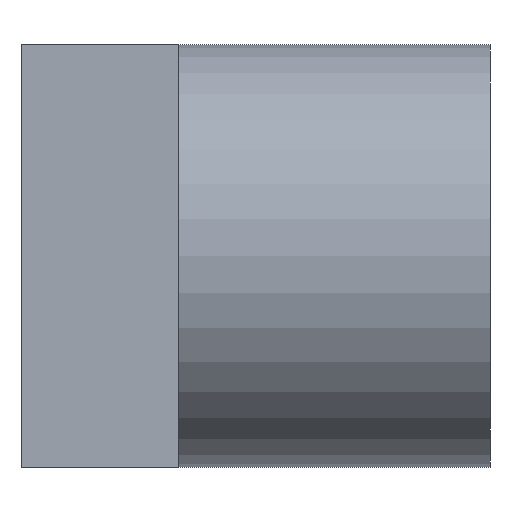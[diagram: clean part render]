
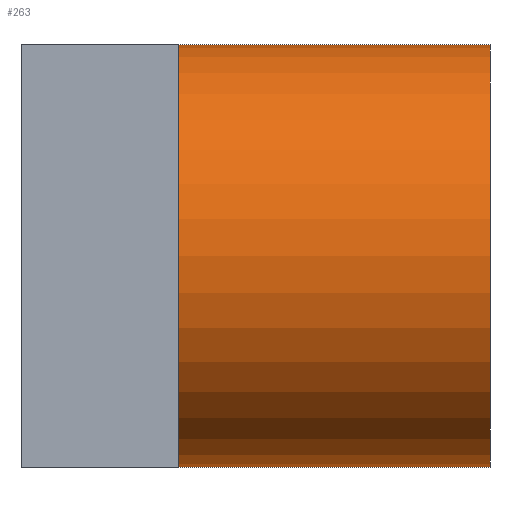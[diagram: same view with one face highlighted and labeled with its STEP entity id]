
A CAD part, left-side view. The second image highlights one B-rep face of the part: STEP entity #263.
In plain terms, the highlighted cylindrical face has radius 13.55 mm (diameter 27.1 mm), a partial arc.
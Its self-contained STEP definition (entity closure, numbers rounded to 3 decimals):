
#18 = CARTESIAN_POINT ( 'NONE',  ( 0., -30., -13.55 ) ) ;
#25 = VECTOR ( 'NONE', #26, 1000. ) ;
#26 = DIRECTION ( 'NONE',  ( 0., 1., 0. ) ) ;
#41 = CARTESIAN_POINT ( 'NONE',  ( 0., -10., 0. ) ) ;
#43 = CIRCLE ( 'NONE', #44, 13.55 ) ;
#44 = AXIS2_PLACEMENT_3D ( 'NONE', #41, #50, #292 ) ;
#50 = DIRECTION ( 'NONE',  ( 0., -1., 0. ) ) ;
#146 = EDGE_CURVE ( 'NONE', #245, #148, #365, .T. ) ;
#148 = VERTEX_POINT ( 'NONE', #381 ) ;
#189 = EDGE_CURVE ( 'NONE', #246, #190, #406, .T. ) ;
#190 = VERTEX_POINT ( 'NONE', #407 ) ;
#239 = EDGE_CURVE ( 'NONE', #190, #148, #43, .T. ) ;
#245 = VERTEX_POINT ( 'NONE', #582 ) ;
#246 = VERTEX_POINT ( 'NONE', #507 ) ;
#263 = ADVANCED_FACE ( 'NONE', ( #544 ), #566, .T. ) ;
#264 = ORIENTED_EDGE ( 'NONE', *, *, #189, .T. ) ;
#265 = ORIENTED_EDGE ( 'NONE', *, *, #239, .T. ) ;
#270 = ORIENTED_EDGE ( 'NONE', *, *, #146, .F. ) ;
#273 = EDGE_LOOP ( 'NONE', ( #270, #280, #264, #265 ) ) ;
#280 = ORIENTED_EDGE ( 'NONE', *, *, #282, .F. ) ;
#282 = EDGE_CURVE ( 'NONE', #246, #245, #542, .T. ) ;
#292 = DIRECTION ( 'NONE',  ( 0., 0., -1. ) ) ;
#365 = LINE ( 'NONE', #18, #25 ) ;
#381 = CARTESIAN_POINT ( 'NONE',  ( 0., -10., -13.55 ) ) ;
#400 = DIRECTION ( 'NONE',  ( 0., 1., 0. ) ) ;
#401 = VECTOR ( 'NONE', #400, 1000. ) ;
#402 = CARTESIAN_POINT ( 'NONE',  ( 0., -30., 13.55 ) ) ;
#406 = LINE ( 'NONE', #402, #401 ) ;
#407 = CARTESIAN_POINT ( 'NONE',  ( 0., -10., 13.55 ) ) ;
#507 = CARTESIAN_POINT ( 'NONE',  ( 0., -30., 13.55 ) ) ;
#517 = DIRECTION ( 'NONE',  ( 0., 0., 1. ) ) ;
#521 = CARTESIAN_POINT ( 'NONE',  ( 0., -30., 0. ) ) ;
#522 = AXIS2_PLACEMENT_3D ( 'NONE', #521, #565, #517 ) ;
#529 = DIRECTION ( 'NONE',  ( 0., -1., 0. ) ) ;
#530 = CARTESIAN_POINT ( 'NONE',  ( 0., -30., 0. ) ) ;
#535 = AXIS2_PLACEMENT_3D ( 'NONE', #530, #529, #548 ) ;
#542 = CIRCLE ( 'NONE', #535, 13.55 ) ;
#544 = FACE_OUTER_BOUND ( 'NONE', #273, .T. ) ;
#548 = DIRECTION ( 'NONE',  ( 0., 0., -1. ) ) ;
#565 = DIRECTION ( 'NONE',  ( 0., 1., 0. ) ) ;
#566 = CYLINDRICAL_SURFACE ( 'NONE', #522, 13.55 ) ;
#582 = CARTESIAN_POINT ( 'NONE',  ( 0., -30., -13.55 ) ) ;
